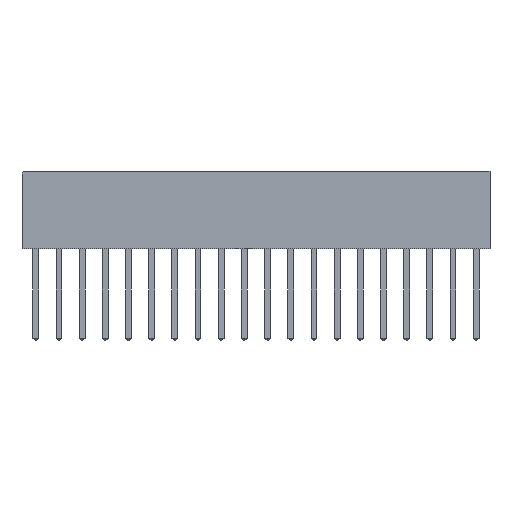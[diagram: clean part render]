
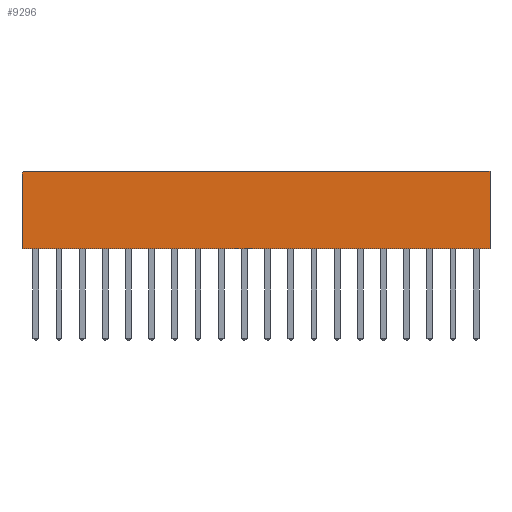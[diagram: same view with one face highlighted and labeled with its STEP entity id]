
A CAD part, left-side view. The second image highlights one B-rep face of the part: STEP entity #9296.
In plain terms, the highlighted planar face has unit normal (-1, 0, 0).
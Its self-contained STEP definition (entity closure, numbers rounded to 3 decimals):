
#150=FACE_OUTER_BOUND('',#797,.T.);
#797=EDGE_LOOP('',(#6274,#6275,#6276,#6277,#6278));
#1401=LINE('',#13102,#2696);
#1573=LINE('',#13447,#2868);
#1574=LINE('',#13448,#2869);
#1575=LINE('',#13450,#2870);
#1576=LINE('',#13451,#2871);
#2696=VECTOR('',#10582,10.);
#2868=VECTOR('',#10764,1.);
#2869=VECTOR('',#10765,1.);
#2870=VECTOR('',#10766,10.);
#2871=VECTOR('',#10767,1.);
#3991=VERTEX_POINT('',#13099);
#3992=VERTEX_POINT('',#13101);
#4159=VERTEX_POINT('',#13445);
#4160=VERTEX_POINT('',#13446);
#4161=VERTEX_POINT('',#13449);
#4801=EDGE_CURVE('',#3992,#3991,#1401,.T.);
#4973=EDGE_CURVE('',#4159,#4160,#1573,.T.);
#4974=EDGE_CURVE('',#4160,#3992,#1574,.T.);
#4975=EDGE_CURVE('',#4161,#3991,#1575,.T.);
#4976=EDGE_CURVE('',#4159,#4161,#1576,.T.);
#6274=ORIENTED_EDGE('',*,*,#4973,.T.);
#6275=ORIENTED_EDGE('',*,*,#4974,.T.);
#6276=ORIENTED_EDGE('',*,*,#4801,.T.);
#6277=ORIENTED_EDGE('',*,*,#4975,.F.);
#6278=ORIENTED_EDGE('',*,*,#4976,.F.);
#8689=PLANE('',#9969);
#9296=ADVANCED_FACE('',(#150),#8689,.F.);
#9969=AXIS2_PLACEMENT_3D('',#13444,#10762,#10763);
#10582=DIRECTION('',(0.,1.,0.));
#10762=DIRECTION('center_axis',(1.,0.,0.));
#10763=DIRECTION('ref_axis',(0.,0.,1.));
#10764=DIRECTION('',(0.,-1.,0.));
#10765=DIRECTION('',(0.,0.,1.));
#10766=DIRECTION('',(0.,-0.447,0.894));
#10767=DIRECTION('',(0.,0.,1.));
#13099=CARTESIAN_POINT('',(-3.77,1.365,8.48));
#13101=CARTESIAN_POINT('',(-3.77,-49.78,8.48));
#13102=CARTESIAN_POINT('',(-3.77,-11.305,8.48));
#13444=CARTESIAN_POINT('Origin',(-3.77,1.52,0.));
#13445=CARTESIAN_POINT('',(-3.77,1.52,0.));
#13446=CARTESIAN_POINT('',(-3.77,-49.78,0.));
#13447=CARTESIAN_POINT('',(-3.77,1.52,0.));
#13448=CARTESIAN_POINT('',(-3.77,-49.78,0.));
#13449=CARTESIAN_POINT('',(-3.77,1.52,8.17));
#13450=CARTESIAN_POINT('',(-3.77,1.759,7.692));
#13451=CARTESIAN_POINT('',(-3.77,1.52,0.));
